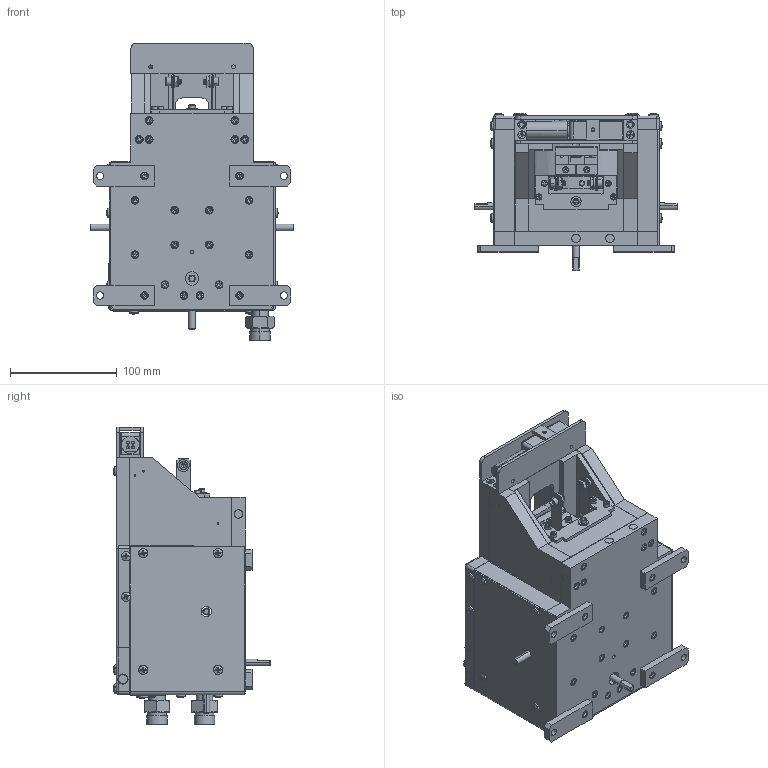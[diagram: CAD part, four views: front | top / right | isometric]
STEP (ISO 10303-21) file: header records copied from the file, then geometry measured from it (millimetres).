
FILE_DESCRIPTION (( 'STEP AP214' ), '1' );
FILE_NAME ('113825_HCR_e-GUN_6-POCKET_OUTLINE_DRAWING.STEP', '2019-12-06T23:30:02', ( 'admin' ), ( 'Microsoft' ), 'SwSTEP 2.0', 'SolidWorks 2016', '' );
FILE_SCHEMA (( 'AUTOMOTIVE_DESIGN' ));
Length unit declared in the file: inch
Products named in the file (1): 113825_HCR_e-GUN_6-POCKET_OUTLINE_DRAWING
Bounding box: 190.45 x 147.09 x 278.26 mm (x, y, z)
Surface area: 370849.1 mm2 (no closed solid volume)
Topology: 0 solids, 198 shells, 1453 faces, 5657 edges, 4252 vertices
Faces by surface type: plane 865, cone 260, cylinder 209, sphere 64, bspline 51, torus 4
Entity records: 89034 total; most frequent: CARTESIAN_POINT 23967, DIRECTION 9455, ORIENTED_EDGE 8157, EDGE_CURVE 5605, VERTEX_POINT 4252, LINE 3221, VECTOR 3221, AXIS2_PLACEMENT_3D 3117
